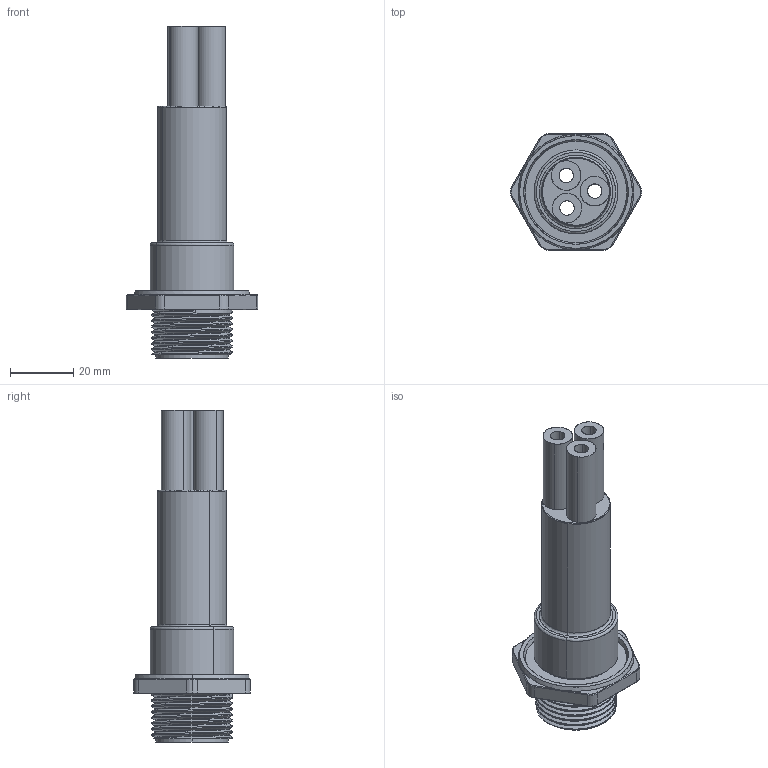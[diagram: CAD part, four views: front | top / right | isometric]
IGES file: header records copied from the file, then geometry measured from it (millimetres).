
Start section: SolidWorks IGES file using analytic representation for surfaces
Global section: file name: 2-NUP-3B.IGS; native system: SolidWorks 2020; preprocessor: SolidWorks 2020; author: office; date: 210601.083512; units: inch
Bounding box: 41.55 x 36.83 x 105.03 mm (x, y, z)
Surface area: 19330.7 mm2 (no closed solid volume)
Topology: 0 solids, 0 shells, 145 faces, 2750 edges, 2750 vertices
Faces by surface type: revolution 90, bspline 55
